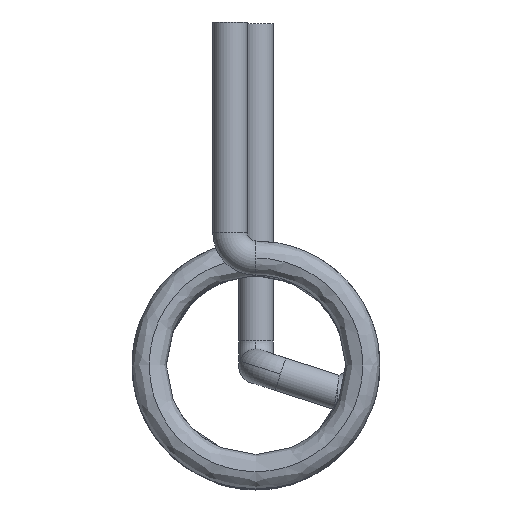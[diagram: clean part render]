
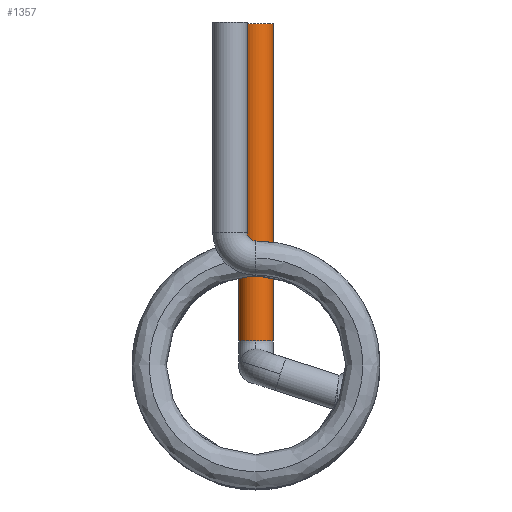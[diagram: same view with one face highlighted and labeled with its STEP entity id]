
A CAD part, top view. The second image highlights one B-rep face of the part: STEP entity #1357.
In plain terms, the highlighted cylindrical face has radius 0.4 mm (diameter 0.8 mm), a partial arc.
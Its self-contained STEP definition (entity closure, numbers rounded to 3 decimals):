
#72 = ORIENTED_EDGE ( 'NONE', *, *, #3246, .T. ) ;
#120 = DIRECTION ( 'NONE',  ( 0., 1., 0. ) ) ;
#192 = CARTESIAN_POINT ( 'NONE',  ( 0.4, 0.6, -6.01 ) ) ;
#194 = CIRCLE ( 'NONE', #2182, 0.4 ) ;
#199 = CYLINDRICAL_SURFACE ( 'NONE', #397, 0.4 ) ;
#397 = AXIS2_PLACEMENT_3D ( 'NONE', #3005, #3123, #3017 ) ;
#433 = DIRECTION ( 'NONE',  ( 0., 1., 0. ) ) ;
#615 = CIRCLE ( 'NONE', #2767, 0.4 ) ;
#742 = CARTESIAN_POINT ( 'NONE',  ( 0., 0.6, -6.01 ) ) ;
#993 = CARTESIAN_POINT ( 'NONE',  ( 0., 0.6, -5.61 ) ) ;
#1014 = CARTESIAN_POINT ( 'NONE',  ( -0.4, 0.6, -6.01 ) ) ;
#1045 = DIRECTION ( 'NONE',  ( 0., 0., 1. ) ) ;
#1135 = VERTEX_POINT ( 'NONE', #2395 ) ;
#1162 = EDGE_CURVE ( 'NONE', #1587, #1135, #3525, .T. ) ;
#1167 = VECTOR ( 'NONE', #2090, 1000. ) ;
#1175 = ORIENTED_EDGE ( 'NONE', *, *, #3811, .T. ) ;
#1300 = EDGE_LOOP ( 'NONE', ( #1175, #72, #3664, #2980, #3018 ) ) ;
#1357 = ADVANCED_FACE ( 'NONE', ( #1767 ), #199, .T. ) ;
#1587 = VERTEX_POINT ( 'NONE', #192 ) ;
#1725 = DIRECTION ( 'NONE',  ( 0., 1., 0. ) ) ;
#1767 = FACE_OUTER_BOUND ( 'NONE', #1300, .T. ) ;
#1880 = CARTESIAN_POINT ( 'NONE',  ( 0., 0.6, -6.01 ) ) ;
#1951 = EDGE_CURVE ( 'NONE', #3062, #1135, #615, .T. ) ;
#2090 = DIRECTION ( 'NONE',  ( 0., 1., 0. ) ) ;
#2103 = CARTESIAN_POINT ( 'NONE',  ( 0.4, 0.6, -6.01 ) ) ;
#2170 = DIRECTION ( 'NONE',  ( 0., 0., 1. ) ) ;
#2182 = AXIS2_PLACEMENT_3D ( 'NONE', #1880, #120, #2170 ) ;
#2395 = CARTESIAN_POINT ( 'NONE',  ( 0.4, 8., -6.01 ) ) ;
#2541 = EDGE_CURVE ( 'NONE', #3484, #3062, #3796, .T. ) ;
#2767 = AXIS2_PLACEMENT_3D ( 'NONE', #3498, #1725, #3790 ) ;
#2806 = DIRECTION ( 'NONE',  ( 0., 1., 0. ) ) ;
#2980 = ORIENTED_EDGE ( 'NONE', *, *, #1951, .F. ) ;
#2982 = AXIS2_PLACEMENT_3D ( 'NONE', #742, #2806, #1045 ) ;
#3005 = CARTESIAN_POINT ( 'NONE',  ( 0., 0.6, -6.01 ) ) ;
#3008 = VECTOR ( 'NONE', #433, 1000. ) ;
#3017 = DIRECTION ( 'NONE',  ( -1., 0., 0. ) ) ;
#3018 = ORIENTED_EDGE ( 'NONE', *, *, #2541, .F. ) ;
#3053 = CIRCLE ( 'NONE', #2982, 0.4 ) ;
#3062 = VERTEX_POINT ( 'NONE', #3611 ) ;
#3123 = DIRECTION ( 'NONE',  ( 0., 1., 0. ) ) ;
#3246 = EDGE_CURVE ( 'NONE', #3340, #1587, #194, .T. ) ;
#3340 = VERTEX_POINT ( 'NONE', #993 ) ;
#3484 = VERTEX_POINT ( 'NONE', #3663 ) ;
#3498 = CARTESIAN_POINT ( 'NONE',  ( 0., 8., -6.01 ) ) ;
#3525 = LINE ( 'NONE', #2103, #1167 ) ;
#3611 = CARTESIAN_POINT ( 'NONE',  ( -0.4, 8., -6.01 ) ) ;
#3663 = CARTESIAN_POINT ( 'NONE',  ( -0.4, 0.6, -6.01 ) ) ;
#3664 = ORIENTED_EDGE ( 'NONE', *, *, #1162, .T. ) ;
#3790 = DIRECTION ( 'NONE',  ( 0., 0., 1. ) ) ;
#3796 = LINE ( 'NONE', #1014, #3008 ) ;
#3811 = EDGE_CURVE ( 'NONE', #3484, #3340, #3053, .T. ) ;
